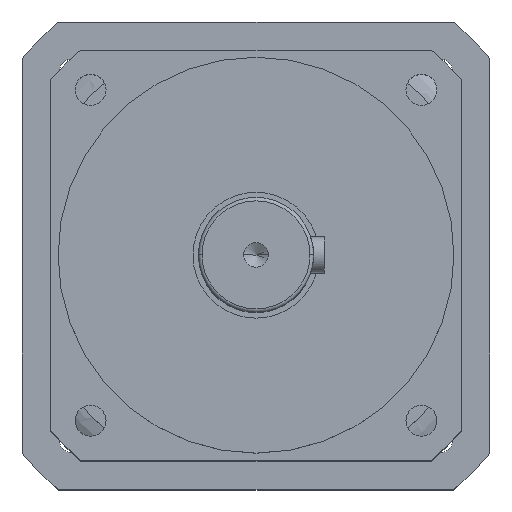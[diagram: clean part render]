
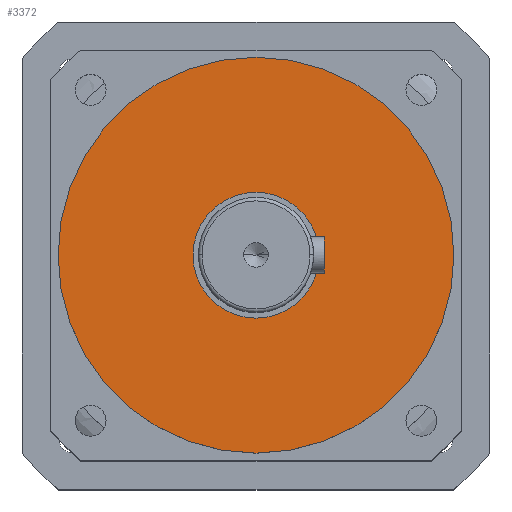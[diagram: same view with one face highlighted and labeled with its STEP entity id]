
A CAD part, top view. The second image highlights one B-rep face of the part: STEP entity #3372.
In plain terms, the highlighted planar face has unit normal (0, 0, 1).
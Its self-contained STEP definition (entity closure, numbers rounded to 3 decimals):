
#492 = DIRECTION ( 'NONE',  ( 0., 0., 1. ) ) ;
#577 = CARTESIAN_POINT ( 'NONE',  ( 0., 0., -53. ) ) ;
#699 = CARTESIAN_POINT ( 'NONE',  ( 17.5, 0., -53. ) ) ;
#894 = EDGE_CURVE ( 'NONE', #5834, #1240, #9012, .T. ) ;
#1240 = VERTEX_POINT ( 'NONE', #9088 ) ;
#1301 = EDGE_CURVE ( 'NONE', #1240, #5834, #1764, .T. ) ;
#1510 = ORIENTED_EDGE ( 'NONE', *, *, #1301, .F. ) ;
#1593 = DIRECTION ( 'NONE',  ( 1., 0., 0. ) ) ;
#1764 = CIRCLE ( 'NONE', #5978, 17.5 ) ;
#1776 = VERTEX_POINT ( 'NONE', #4147 ) ;
#1864 = DIRECTION ( 'NONE',  ( -1., 0., 0. ) ) ;
#2963 = FACE_BOUND ( 'NONE', #6582, .T. ) ;
#3190 = AXIS2_PLACEMENT_3D ( 'NONE', #6883, #492, #11812 ) ;
#3372 = ADVANCED_FACE ( 'NONE', ( #2963, #10521 ), #6696, .F. ) ;
#3476 = CIRCLE ( 'NONE', #11765, 55. ) ;
#4012 = CARTESIAN_POINT ( 'NONE',  ( 55., 0., -53. ) ) ;
#4147 = CARTESIAN_POINT ( 'NONE',  ( -55., 0., -53. ) ) ;
#5332 = CARTESIAN_POINT ( 'NONE',  ( 0., 0., -53. ) ) ;
#5530 = VERTEX_POINT ( 'NONE', #4012 ) ;
#5834 = VERTEX_POINT ( 'NONE', #699 ) ;
#5978 = AXIS2_PLACEMENT_3D ( 'NONE', #11997, #11908, #12098 ) ;
#6187 = EDGE_LOOP ( 'NONE', ( #7056, #7999 ) ) ;
#6317 = DIRECTION ( 'NONE',  ( 1., 0., 0. ) ) ;
#6347 = EDGE_CURVE ( 'NONE', #5530, #1776, #3476, .T. ) ;
#6582 = EDGE_LOOP ( 'NONE', ( #11087, #1510 ) ) ;
#6696 = PLANE ( 'NONE',  #11626 ) ;
#6883 = CARTESIAN_POINT ( 'NONE',  ( 0., 0., -53. ) ) ;
#7056 = ORIENTED_EDGE ( 'NONE', *, *, #6347, .T. ) ;
#7300 = EDGE_CURVE ( 'NONE', #1776, #5530, #10654, .T. ) ;
#7448 = DIRECTION ( 'NONE',  ( 0., 0., 1. ) ) ;
#7715 = AXIS2_PLACEMENT_3D ( 'NONE', #5332, #12257, #6317 ) ;
#7729 = DIRECTION ( 'NONE',  ( 0., 0., -1. ) ) ;
#7999 = ORIENTED_EDGE ( 'NONE', *, *, #7300, .T. ) ;
#9012 = CIRCLE ( 'NONE', #3190, 17.5 ) ;
#9088 = CARTESIAN_POINT ( 'NONE',  ( -17.5, 0., -53. ) ) ;
#10521 = FACE_OUTER_BOUND ( 'NONE', #6187, .T. ) ;
#10654 = CIRCLE ( 'NONE', #7715, 55. ) ;
#11087 = ORIENTED_EDGE ( 'NONE', *, *, #894, .F. ) ;
#11626 = AXIS2_PLACEMENT_3D ( 'NONE', #11681, #7729, #1864 ) ;
#11681 = CARTESIAN_POINT ( 'NONE',  ( 0., 55., -53. ) ) ;
#11765 = AXIS2_PLACEMENT_3D ( 'NONE', #577, #7448, #1593 ) ;
#11812 = DIRECTION ( 'NONE',  ( 1., 0., 0. ) ) ;
#11908 = DIRECTION ( 'NONE',  ( 0., 0., 1. ) ) ;
#11997 = CARTESIAN_POINT ( 'NONE',  ( 0., 0., -53. ) ) ;
#12098 = DIRECTION ( 'NONE',  ( 1., 0., 0. ) ) ;
#12257 = DIRECTION ( 'NONE',  ( 0., 0., 1. ) ) ;
